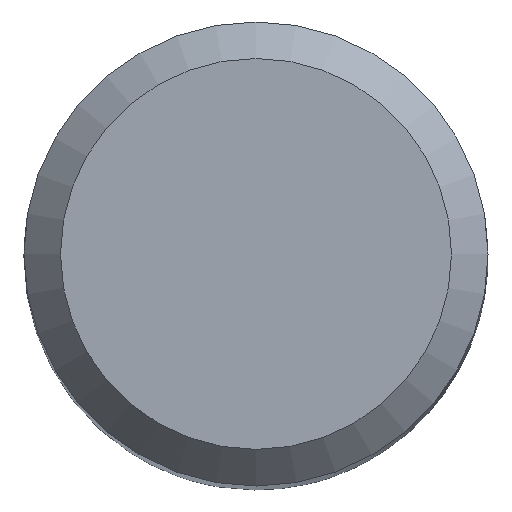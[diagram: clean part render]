
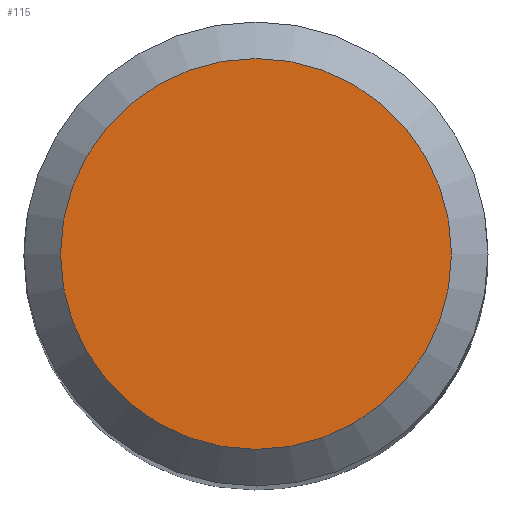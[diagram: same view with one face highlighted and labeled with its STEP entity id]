
A CAD part, top view. The second image highlights one B-rep face of the part: STEP entity #115.
In plain terms, the highlighted planar face has unit normal (0, 0, 1).
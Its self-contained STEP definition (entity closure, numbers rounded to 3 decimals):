
#41=PLANE('',#567);
#115=ADVANCED_FACE('',(#149),#41,.F.);
#149=FACE_OUTER_BOUND('',#180,.T.);
#180=EDGE_LOOP('',(#272));
#272=ORIENTED_EDGE('',*,*,#435,.T.);
#384=VERTEX_POINT('',#747);
#435=EDGE_CURVE('',#384,#384,#506,.T.);
#506=CIRCLE('',#557,5.35);
#557=AXIS2_PLACEMENT_3D('',#746,#608,#609);
#567=AXIS2_PLACEMENT_3D('',#956,#634,#635);
#608=DIRECTION('',(0.,0.,1.));
#609=DIRECTION('',(-1.,0.,0.));
#634=DIRECTION('',(0.,0.,-1.));
#635=DIRECTION('',(1.,0.,0.));
#746=CARTESIAN_POINT('',(0.,0.,0.));
#747=CARTESIAN_POINT('',(-5.35,0.,0.));
#956=CARTESIAN_POINT('',(0.,0.,0.));
